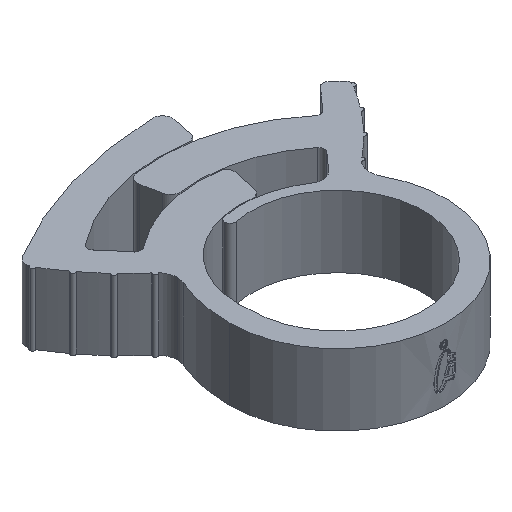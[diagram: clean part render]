
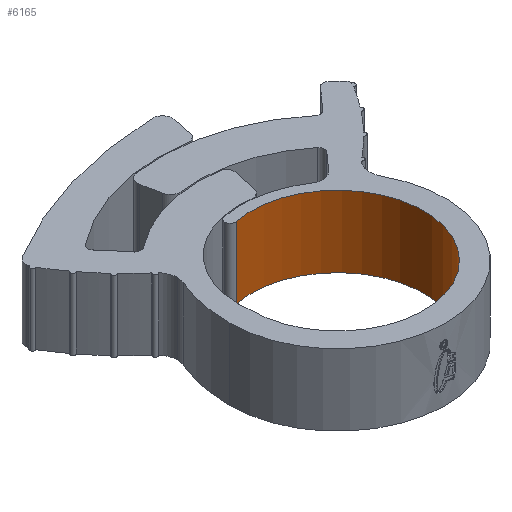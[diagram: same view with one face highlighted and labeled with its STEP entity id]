
A CAD part, isometric view. The second image highlights one B-rep face of the part: STEP entity #6165.
In plain terms, the highlighted cylindrical face has radius 8.7 mm (diameter 17.4 mm), a partial arc.
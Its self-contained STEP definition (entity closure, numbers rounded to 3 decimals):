
#263 = CARTESIAN_POINT ( 'NONE',  ( -8.7, 0., -3.6 ) ) ;
#324 = EDGE_LOOP ( 'NONE', ( #4803, #3548, #1370, #1426 ) ) ;
#377 = CARTESIAN_POINT ( 'NONE',  ( 0., 0., -3.6 ) ) ;
#411 = VERTEX_POINT ( 'NONE', #5473 ) ;
#640 = CARTESIAN_POINT ( 'NONE',  ( -8.7, 0., 3.6 ) ) ;
#656 = EDGE_CURVE ( 'NONE', #411, #3784, #2323, .T. ) ;
#700 = EDGE_CURVE ( 'NONE', #3784, #5319, #5875, .T. ) ;
#909 = DIRECTION ( 'NONE',  ( -1., 0., 0. ) ) ;
#1137 = LINE ( 'NONE', #640, #2797 ) ;
#1278 = VECTOR ( 'NONE', #1821, 1000. ) ;
#1370 = ORIENTED_EDGE ( 'NONE', *, *, #4234, .F. ) ;
#1426 = ORIENTED_EDGE ( 'NONE', *, *, #656, .T. ) ;
#1439 = DIRECTION ( 'NONE',  ( 0., 0., -1. ) ) ;
#1821 = DIRECTION ( 'NONE',  ( 0., 0., -1. ) ) ;
#1990 = DIRECTION ( 'NONE',  ( 0., 0., -1. ) ) ;
#2323 = LINE ( 'NONE', #4365, #1278 ) ;
#2385 = CIRCLE ( 'NONE', #4636, 8.7 ) ;
#2797 = VECTOR ( 'NONE', #3193, 1000. ) ;
#3031 = EDGE_CURVE ( 'NONE', #5224, #5319, #1137, .T. ) ;
#3193 = DIRECTION ( 'NONE',  ( 0., 0., -1. ) ) ;
#3261 = AXIS2_PLACEMENT_3D ( 'NONE', #6554, #1990, #909 ) ;
#3491 = DIRECTION ( 'NONE',  ( -1., 0., 0. ) ) ;
#3548 = ORIENTED_EDGE ( 'NONE', *, *, #3031, .F. ) ;
#3784 = VERTEX_POINT ( 'NONE', #5111 ) ;
#4234 = EDGE_CURVE ( 'NONE', #411, #5224, #2385, .T. ) ;
#4365 = CARTESIAN_POINT ( 'NONE',  ( -1.7, 8.532, 3.6 ) ) ;
#4636 = AXIS2_PLACEMENT_3D ( 'NONE', #5022, #1439, #3491 ) ;
#4803 = ORIENTED_EDGE ( 'NONE', *, *, #700, .T. ) ;
#5022 = CARTESIAN_POINT ( 'NONE',  ( 0., 0., 3.6 ) ) ;
#5032 = DIRECTION ( 'NONE',  ( -1., 0., 0. ) ) ;
#5069 = DIRECTION ( 'NONE',  ( 0., 0., -1. ) ) ;
#5111 = CARTESIAN_POINT ( 'NONE',  ( -1.7, 8.532, -3.6 ) ) ;
#5224 = VERTEX_POINT ( 'NONE', #5743 ) ;
#5319 = VERTEX_POINT ( 'NONE', #263 ) ;
#5460 = FACE_OUTER_BOUND ( 'NONE', #324, .T. ) ;
#5473 = CARTESIAN_POINT ( 'NONE',  ( -1.7, 8.532, 3.6 ) ) ;
#5559 = CYLINDRICAL_SURFACE ( 'NONE', #3261, 8.7 ) ;
#5666 = AXIS2_PLACEMENT_3D ( 'NONE', #377, #5069, #5032 ) ;
#5743 = CARTESIAN_POINT ( 'NONE',  ( -8.7, 0., 3.6 ) ) ;
#5875 = CIRCLE ( 'NONE', #5666, 8.7 ) ;
#6165 = ADVANCED_FACE ( 'NONE', ( #5460 ), #5559, .F. ) ;
#6554 = CARTESIAN_POINT ( 'NONE',  ( 0., 0., 3.6 ) ) ;
